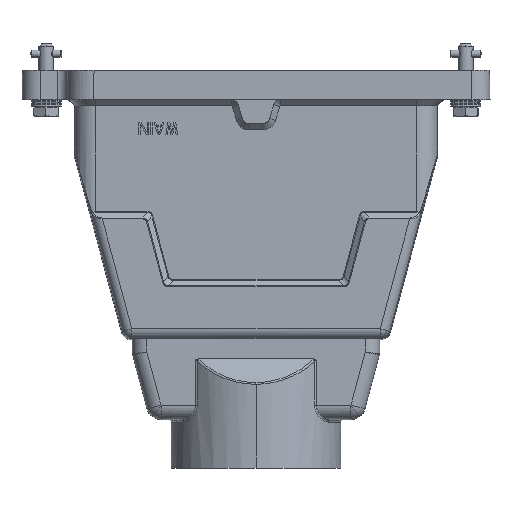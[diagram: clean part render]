
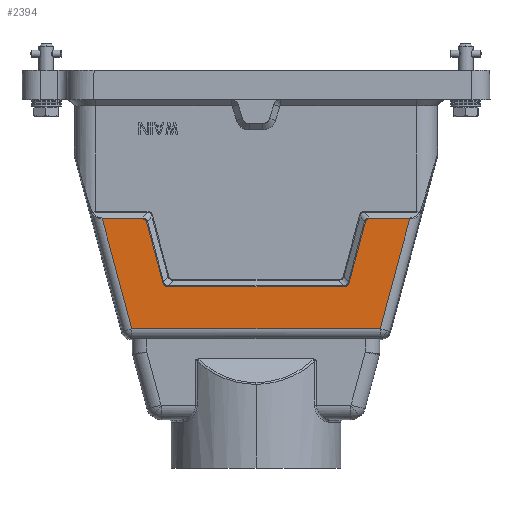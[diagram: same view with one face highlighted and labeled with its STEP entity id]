
A CAD part, front view. The second image highlights one B-rep face of the part: STEP entity #2394.
In plain terms, the highlighted planar face has unit normal (0, -1, 0).
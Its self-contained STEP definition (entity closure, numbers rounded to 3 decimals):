
#1319=FACE_OUTER_BOUND('',#4619,.T.);
#2394=ADVANCED_FACE('NONE',(#1319),#3157,.T.);
#3157=PLANE('',#19547);
#4619=EDGE_LOOP('',(#10924,#10925,#10926,#10927,#10928,#10929,#10930,#10931,
#10932,#10933,#10934,#10935));
#5850=LINE('',#38153,#7089);
#5883=LINE('',#38804,#7122);
#5884=LINE('',#38806,#7123);
#5885=LINE('',#38813,#7124);
#5886=LINE('',#38820,#7125);
#5887=LINE('',#38827,#7126);
#5888=LINE('',#38834,#7127);
#5889=LINE('',#38836,#7128);
#7089=VECTOR('',#22845,1.);
#7122=VECTOR('',#22932,1.);
#7123=VECTOR('',#22933,1.);
#7124=VECTOR('',#22934,1.);
#7125=VECTOR('',#22935,1.);
#7126=VECTOR('',#22936,1.);
#7127=VECTOR('',#22937,1.);
#7128=VECTOR('',#22938,1.);
#10924=ORIENTED_EDGE('',*,*,#16749,.T.);
#10925=ORIENTED_EDGE('',*,*,#16750,.T.);
#10926=ORIENTED_EDGE('',*,*,#16751,.T.);
#10927=ORIENTED_EDGE('',*,*,#16752,.T.);
#10928=ORIENTED_EDGE('',*,*,#16753,.T.);
#10929=ORIENTED_EDGE('',*,*,#16754,.T.);
#10930=ORIENTED_EDGE('',*,*,#16755,.T.);
#10931=ORIENTED_EDGE('',*,*,#16756,.T.);
#10932=ORIENTED_EDGE('',*,*,#16757,.T.);
#10933=ORIENTED_EDGE('',*,*,#16758,.T.);
#10934=ORIENTED_EDGE('',*,*,#16759,.T.);
#10935=ORIENTED_EDGE('',*,*,#16687,.F.);
#14307=VERTEX_POINT('',#38135);
#14310=VERTEX_POINT('',#38152);
#14349=VERTEX_POINT('',#38805);
#14350=VERTEX_POINT('',#38807);
#14351=VERTEX_POINT('',#38812);
#14352=VERTEX_POINT('',#38814);
#14353=VERTEX_POINT('',#38819);
#14354=VERTEX_POINT('',#38821);
#14355=VERTEX_POINT('',#38826);
#14356=VERTEX_POINT('',#38828);
#14357=VERTEX_POINT('',#38833);
#14358=VERTEX_POINT('',#38835);
#16687=EDGE_CURVE('NONE',#14310,#14307,#5850,.T.);
#16749=EDGE_CURVE('NONE',#14310,#14349,#5883,.T.);
#16750=EDGE_CURVE('NONE',#14349,#14350,#5884,.T.);
#16751=EDGE_CURVE('NONE',#14350,#14351,#18207,.T.);
#16752=EDGE_CURVE('NONE',#14351,#14352,#5885,.T.);
#16753=EDGE_CURVE('NONE',#14352,#14353,#18208,.T.);
#16754=EDGE_CURVE('NONE',#14353,#14354,#5886,.T.);
#16755=EDGE_CURVE('NONE',#14354,#14355,#18209,.T.);
#16756=EDGE_CURVE('NONE',#14355,#14356,#5887,.T.);
#16757=EDGE_CURVE('NONE',#14356,#14357,#18210,.T.);
#16758=EDGE_CURVE('NONE',#14357,#14358,#5888,.T.);
#16759=EDGE_CURVE('NONE',#14358,#14307,#5889,.T.);
#18207=B_SPLINE_CURVE_WITH_KNOTS('',3,(#38808,#38809,#38810,#38811),
 .UNSPECIFIED.,.F.,.F.,(4,4),(0.,1.),.UNSPECIFIED.);
#18208=B_SPLINE_CURVE_WITH_KNOTS('',3,(#38815,#38816,#38817,#38818),
 .UNSPECIFIED.,.F.,.F.,(4,4),(0.,1.),.UNSPECIFIED.);
#18209=B_SPLINE_CURVE_WITH_KNOTS('',3,(#38822,#38823,#38824,#38825),
 .UNSPECIFIED.,.F.,.F.,(4,4),(0.,1.),.UNSPECIFIED.);
#18210=B_SPLINE_CURVE_WITH_KNOTS('',3,(#38829,#38830,#38831,#38832),
 .UNSPECIFIED.,.F.,.F.,(4,4),(0.,1.),.UNSPECIFIED.);
#19547=AXIS2_PLACEMENT_3D('',#38837,#22939,#22940);
#22845=DIRECTION('',(-1.,0.,0.));
#22932=DIRECTION('',(0.259,0.,0.966));
#22933=DIRECTION('',(-1.,0.,0.));
#22934=DIRECTION('',(-0.259,0.,-0.966));
#22935=DIRECTION('',(-1.,0.,0.));
#22936=DIRECTION('',(-0.259,0.,0.966));
#22937=DIRECTION('',(-1.,0.,0.));
#22938=DIRECTION('',(0.259,0.,-0.966));
#22939=DIRECTION('',(0.,-1.,0.));
#22940=DIRECTION('',(0.,0.,-1.));
#38135=CARTESIAN_POINT('',(-51.231,-29.,-94.563));
#38152=CARTESIAN_POINT('',(51.231,-29.,-94.563));
#38153=CARTESIAN_POINT('',(54.977,-29.,-94.563));
#38804=CARTESIAN_POINT('',(51.231,-29.,-94.563));
#38805=CARTESIAN_POINT('',(63.386,-29.,-49.202));
#38806=CARTESIAN_POINT('',(-75.,-29.,-49.202));
#38807=CARTESIAN_POINT('',(46.749,-29.,-49.202));
#38808=CARTESIAN_POINT('',(46.749,-29.,-49.202));
#38809=CARTESIAN_POINT('',(45.906,-29.,-49.202));
#38810=CARTESIAN_POINT('',(45.292,-29.,-49.67));
#38811=CARTESIAN_POINT('',(45.066,-29.,-50.512));
#38812=CARTESIAN_POINT('',(45.066,-29.,-50.512));
#38813=CARTESIAN_POINT('',(45.066,-29.,-50.512));
#38814=CARTESIAN_POINT('',(38.405,-29.,-75.373));
#38815=CARTESIAN_POINT('',(38.405,-29.,-75.373));
#38816=CARTESIAN_POINT('',(38.09,-29.,-76.547));
#38817=CARTESIAN_POINT('',(37.237,-29.,-77.207));
#38818=CARTESIAN_POINT('',(36.015,-29.,-77.207));
#38819=CARTESIAN_POINT('',(36.015,-29.,-77.207));
#38820=CARTESIAN_POINT('',(-75.,-29.,-77.207));
#38821=CARTESIAN_POINT('',(-36.015,-29.,-77.207));
#38822=CARTESIAN_POINT('',(-36.015,-29.,-77.207));
#38823=CARTESIAN_POINT('',(-37.23,-29.,-77.207));
#38824=CARTESIAN_POINT('',(-38.088,-29.,-76.553));
#38825=CARTESIAN_POINT('',(-38.405,-29.,-75.373));
#38826=CARTESIAN_POINT('',(-38.405,-29.,-75.373));
#38827=CARTESIAN_POINT('',(-38.405,-29.,-75.373));
#38828=CARTESIAN_POINT('',(-45.066,-29.,-50.512));
#38829=CARTESIAN_POINT('',(-45.066,-29.,-50.512));
#38830=CARTESIAN_POINT('',(-45.286,-29.,-49.695));
#38831=CARTESIAN_POINT('',(-45.897,-29.,-49.202));
#38832=CARTESIAN_POINT('',(-46.749,-29.,-49.202));
#38833=CARTESIAN_POINT('',(-46.749,-29.,-49.202));
#38834=CARTESIAN_POINT('',(-75.,-29.,-49.202));
#38835=CARTESIAN_POINT('',(-63.386,-29.,-49.202));
#38836=CARTESIAN_POINT('',(-63.386,-29.,-49.202));
#38837=CARTESIAN_POINT('',(-75.,-29.,-49.));
